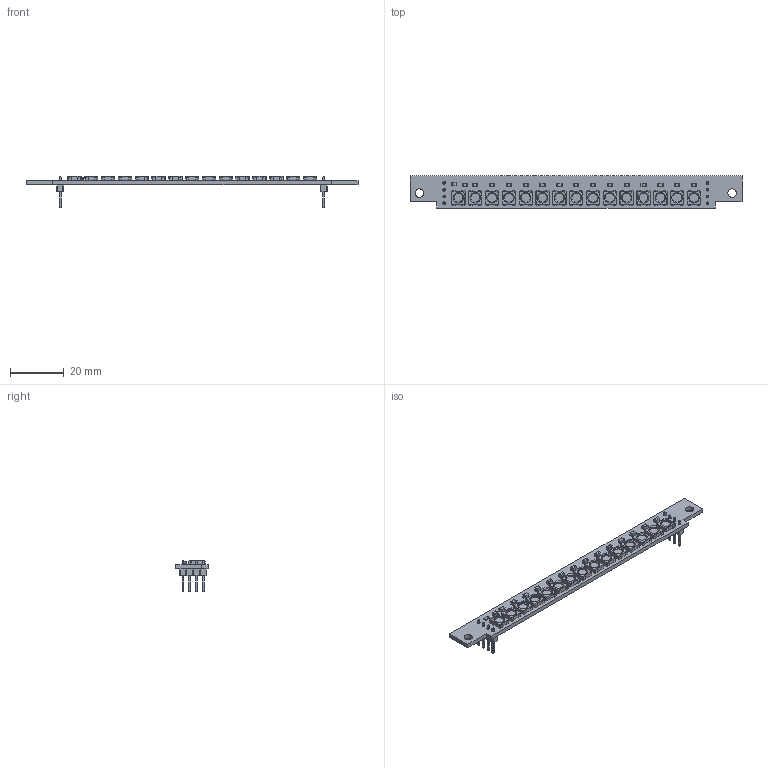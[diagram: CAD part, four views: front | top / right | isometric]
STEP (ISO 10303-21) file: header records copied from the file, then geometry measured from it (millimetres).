
FILE_DESCRIPTION(('KiCad electronic assembly'),'2;1');
FILE_NAME('topstrip.step','2025-06-30T18:51:47',('Pcbnew'),('Kicad'), 'Open CASCADE STEP processor 7.8','KiCad to STEP converter','Unknown' );
FILE_SCHEMA(('AUTOMOTIVE_DESIGN { 1 0 10303 214 1 1 1 1 }'));
Length unit declared in the file: millimetre
Products named in the file (10): topstrip 1; LED_WS2812B_PLCC4_5.0x5.0mm_P3.2mm; LED_WS2812B_PLCC4_50x50mm_P32mm; C_0805_2012Metric; R_0805_2012Metric; PinHeader_1x04_P2.54mm_Vertical; PinHeader_1x04_P254mm_Vertical; topstrip_PCB
Assembly tree (38 placements, depth 3):
  topstrip 1
    LED_WS2812B_PLCC4_5.0x5.0mm_P3.2mm  x15
      LED_WS2812B_PLCC4_50x50mm_P32mm
    C_0805_2012Metric  x15
      C_0805_2012Metric
    R_0805_2012Metric
      R_0805_2012Metric
    PinHeader_1x04_P2.54mm_Vertical  x2
      PinHeader_1x04_P254mm_Vertical
    topstrip_PCB
Bounding box: 124.01 x 12.06 x 11.84 mm (x, y, z)
Volume: 2995 mm3; surface area: 5342.1 mm2
Topology: 34 solids, 34 shells, 1686 faces, 4693 edges, 3076 vertices
Faces by surface type: plane 1143, cylinder 528, cone 15
Full cylindrical faces by diameter (mm): 1 x8, 3.2 x2, 3.333 x15
Entity records: 9348 total; most frequent: CARTESIAN_POINT 1322, DIRECTION 1295, ORIENTED_EDGE 1266, EDGE_CURVE 633, LINE 533, VECTOR 533, VERTEX_POINT 408, AXIS2_PLACEMENT_3D 381
